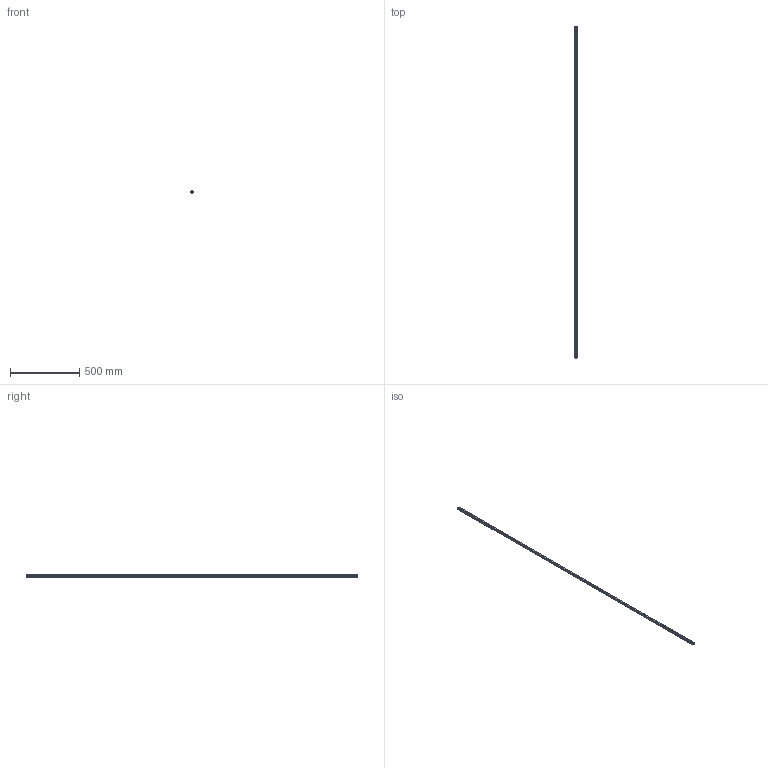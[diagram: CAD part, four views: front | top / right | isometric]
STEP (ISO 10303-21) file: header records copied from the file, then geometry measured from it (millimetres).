
FILE_DESCRIPTION(('STEP AP214'),'1');
FILE_NAME('cctmp_92BCBEAF-4646-49EC-8C06-6E45AE286CEE_2020_5_5_13_37_54_119..stp','2020-05-05T11:37:54',('HIWIN GmbH'),('CADClick - www.CADClick.com'),'Spatial InterOp 3D',' ','unknown authorization');
FILE_SCHEMA(('AUTOMOTIVE_DESIGN'));
Length unit declared in the file: millimetre
Products named in the file (1): HGR15R2390H_FILE
Bounding box: 15 x 2390 x 15 mm (x, y, z)
Volume: 439059 mm3; surface area: 159235.7 mm2
Topology: 1 solids, 1 shells, 475 faces, 1047 edges, 698 vertices
Faces by surface type: cylinder 266, plane 209
Entity records: 17137 total; most frequent: DIRECTION 2531, CARTESIAN_POINT 2221, ORIENTED_EDGE 2094, EDGE_CURVE 1047, AXIS2_PLACEMENT_3D 1008, VERTEX_POINT 698, EDGE_LOOP 599, CIRCLE 532
